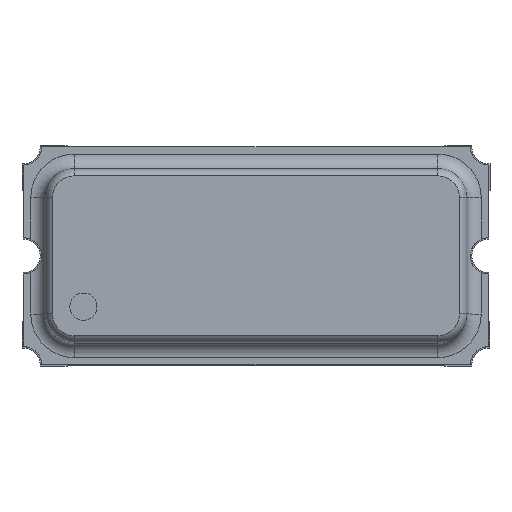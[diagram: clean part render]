
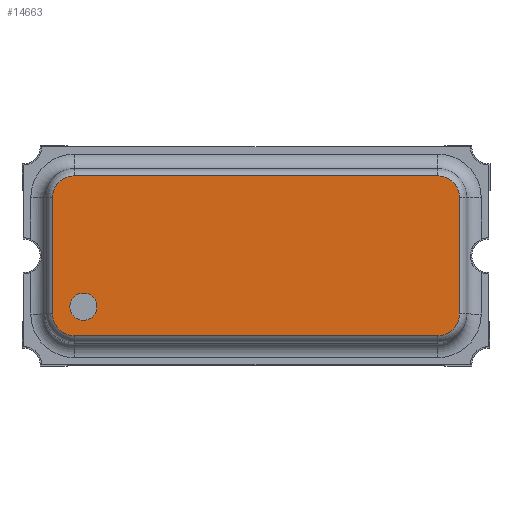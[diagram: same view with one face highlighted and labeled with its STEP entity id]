
A CAD part, top view. The second image highlights one B-rep face of the part: STEP entity #14663.
In plain terms, the highlighted planar face has unit normal (0, 0, 1).
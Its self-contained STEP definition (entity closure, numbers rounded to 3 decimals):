
#168 = CARTESIAN_POINT ( 'NONE',  ( -1.25, 0.55, 0.9 ) ) ;
#187 = DIRECTION ( 'NONE',  ( 1., 0., 0. ) ) ;
#359 = DIRECTION ( 'NONE',  ( 0., 1., 0. ) ) ;
#1301 = VECTOR ( 'NONE', #17249, 1000. ) ;
#1574 = CIRCLE ( 'NONE', #9018, 0.093 ) ;
#1697 = DIRECTION ( 'NONE',  ( 0., 0., 1. ) ) ;
#2124 = CARTESIAN_POINT ( 'NONE',  ( -1.4, -0.4, 0.9 ) ) ;
#2837 = EDGE_CURVE ( 'NONE', #4770, #10700, #13845, .T. ) ;
#3496 = ORIENTED_EDGE ( 'NONE', *, *, #9192, .T. ) ;
#3845 = CARTESIAN_POINT ( 'NONE',  ( -1.25, -0.55, 0.9 ) ) ;
#3955 = VECTOR ( 'NONE', #11849, 1000. ) ;
#4066 = DIRECTION ( 'NONE',  ( 0., 0., 1. ) ) ;
#4488 = AXIS2_PLACEMENT_3D ( 'NONE', #15896, #8246, #8336 ) ;
#4733 = CARTESIAN_POINT ( 'NONE',  ( -1.188, -0.35, 0.9 ) ) ;
#4770 = VERTEX_POINT ( 'NONE', #15502 ) ;
#4790 = EDGE_CURVE ( 'NONE', #19072, #4770, #11984, .T. ) ;
#4792 = EDGE_CURVE ( 'NONE', #7201, #5107, #6328, .T. ) ;
#5107 = VERTEX_POINT ( 'NONE', #168 ) ;
#5184 = EDGE_CURVE ( 'NONE', #10700, #7201, #5263, .T. ) ;
#5250 = AXIS2_PLACEMENT_3D ( 'NONE', #12584, #1697, #9157 ) ;
#5263 = CIRCLE ( 'NONE', #12308, 0.15 ) ;
#5716 = CARTESIAN_POINT ( 'NONE',  ( -1.4, 0.4, 0.9 ) ) ;
#6328 = LINE ( 'NONE', #9469, #11354 ) ;
#6616 = DIRECTION ( 'NONE',  ( 1., 0., 0. ) ) ;
#6652 = VERTEX_POINT ( 'NONE', #15485 ) ;
#6751 = ORIENTED_EDGE ( 'NONE', *, *, #13550, .T. ) ;
#6960 = LINE ( 'NONE', #3845, #1301 ) ;
#7161 = ORIENTED_EDGE ( 'NONE', *, *, #7420, .T. ) ;
#7201 = VERTEX_POINT ( 'NONE', #8103 ) ;
#7322 = PLANE ( 'NONE',  #8831 ) ;
#7420 = EDGE_CURVE ( 'NONE', #5107, #6652, #19410, .T. ) ;
#7986 = VECTOR ( 'NONE', #359, 1000. ) ;
#8103 = CARTESIAN_POINT ( 'NONE',  ( 1.25, 0.55, 0.9 ) ) ;
#8246 = DIRECTION ( 'NONE',  ( 0., 0., 1. ) ) ;
#8336 = DIRECTION ( 'NONE',  ( 1., 0., 0. ) ) ;
#8340 = ORIENTED_EDGE ( 'NONE', *, *, #15262, .F. ) ;
#8831 = AXIS2_PLACEMENT_3D ( 'NONE', #10633, #11751, #19388 ) ;
#8850 = EDGE_CURVE ( 'NONE', #9181, #18837, #16699, .T. ) ;
#8932 = ORIENTED_EDGE ( 'NONE', *, *, #4792, .T. ) ;
#9018 = AXIS2_PLACEMENT_3D ( 'NONE', #4733, #16982, #187 ) ;
#9047 = CARTESIAN_POINT ( 'NONE',  ( -1.094, -0.35, 0.9 ) ) ;
#9157 = DIRECTION ( 'NONE',  ( 1., 0., 0. ) ) ;
#9160 = CARTESIAN_POINT ( 'NONE',  ( -1.25, -0.55, 0.9 ) ) ;
#9181 = VERTEX_POINT ( 'NONE', #2124 ) ;
#9192 = EDGE_CURVE ( 'NONE', #18837, #19072, #6960, .T. ) ;
#9469 = CARTESIAN_POINT ( 'NONE',  ( 1.25, 0.55, 0.9 ) ) ;
#10225 = EDGE_CURVE ( 'NONE', #14368, #15015, #18277, .T. ) ;
#10443 = FACE_OUTER_BOUND ( 'NONE', #17147, .T. ) ;
#10633 = CARTESIAN_POINT ( 'NONE',  ( 1.25, -0.4, 0.9 ) ) ;
#10700 = VERTEX_POINT ( 'NONE', #16939 ) ;
#10751 = AXIS2_PLACEMENT_3D ( 'NONE', #17695, #19015, #12792 ) ;
#11354 = VECTOR ( 'NONE', #15310, 1000. ) ;
#11751 = DIRECTION ( 'NONE',  ( 0., 0., 1. ) ) ;
#11849 = DIRECTION ( 'NONE',  ( 0., -1., 0. ) ) ;
#11885 = AXIS2_PLACEMENT_3D ( 'NONE', #13248, #4066, #19355 ) ;
#11984 = CIRCLE ( 'NONE', #5250, 0.15 ) ;
#12308 = AXIS2_PLACEMENT_3D ( 'NONE', #14569, #13055, #6616 ) ;
#12372 = ORIENTED_EDGE ( 'NONE', *, *, #2837, .T. ) ;
#12584 = CARTESIAN_POINT ( 'NONE',  ( 1.25, -0.4, 0.9 ) ) ;
#12792 = DIRECTION ( 'NONE',  ( 1., 0., 0. ) ) ;
#13055 = DIRECTION ( 'NONE',  ( 0., 0., 1. ) ) ;
#13248 = CARTESIAN_POINT ( 'NONE',  ( -1.25, -0.4, 0.9 ) ) ;
#13312 = ORIENTED_EDGE ( 'NONE', *, *, #8850, .T. ) ;
#13550 = EDGE_CURVE ( 'NONE', #6652, #9181, #19488, .T. ) ;
#13658 = FACE_BOUND ( 'NONE', #17564, .T. ) ;
#13845 = LINE ( 'NONE', #18468, #7986 ) ;
#14069 = ORIENTED_EDGE ( 'NONE', *, *, #5184, .T. ) ;
#14183 = ORIENTED_EDGE ( 'NONE', *, *, #10225, .F. ) ;
#14368 = VERTEX_POINT ( 'NONE', #9047 ) ;
#14569 = CARTESIAN_POINT ( 'NONE',  ( 1.25, 0.4, 0.9 ) ) ;
#14663 = ADVANCED_FACE ( 'NONE', ( #13658, #10443 ), #7322, .T. ) ;
#15015 = VERTEX_POINT ( 'NONE', #15633 ) ;
#15262 = EDGE_CURVE ( 'NONE', #15015, #14368, #1574, .T. ) ;
#15285 = CARTESIAN_POINT ( 'NONE',  ( 1.25, -0.55, 0.9 ) ) ;
#15310 = DIRECTION ( 'NONE',  ( -1., 0., 0. ) ) ;
#15485 = CARTESIAN_POINT ( 'NONE',  ( -1.4, 0.4, 0.9 ) ) ;
#15502 = CARTESIAN_POINT ( 'NONE',  ( 1.4, -0.4, 0.9 ) ) ;
#15633 = CARTESIAN_POINT ( 'NONE',  ( -1.281, -0.35, 0.9 ) ) ;
#15896 = CARTESIAN_POINT ( 'NONE',  ( -1.188, -0.35, 0.9 ) ) ;
#16699 = CIRCLE ( 'NONE', #11885, 0.15 ) ;
#16939 = CARTESIAN_POINT ( 'NONE',  ( 1.4, 0.4, 0.9 ) ) ;
#16982 = DIRECTION ( 'NONE',  ( 0., 0., 1. ) ) ;
#17147 = EDGE_LOOP ( 'NONE', ( #18285, #12372, #14069, #8932, #7161, #6751, #13312, #3496 ) ) ;
#17249 = DIRECTION ( 'NONE',  ( 1., 0., 0. ) ) ;
#17564 = EDGE_LOOP ( 'NONE', ( #14183, #8340 ) ) ;
#17695 = CARTESIAN_POINT ( 'NONE',  ( -1.25, 0.4, 0.9 ) ) ;
#18277 = CIRCLE ( 'NONE', #4488, 0.093 ) ;
#18285 = ORIENTED_EDGE ( 'NONE', *, *, #4790, .T. ) ;
#18468 = CARTESIAN_POINT ( 'NONE',  ( 1.4, -0.4, 0.9 ) ) ;
#18837 = VERTEX_POINT ( 'NONE', #9160 ) ;
#19015 = DIRECTION ( 'NONE',  ( 0., 0., 1. ) ) ;
#19072 = VERTEX_POINT ( 'NONE', #15285 ) ;
#19355 = DIRECTION ( 'NONE',  ( 1., 0., 0. ) ) ;
#19388 = DIRECTION ( 'NONE',  ( 1., 0., 0. ) ) ;
#19410 = CIRCLE ( 'NONE', #10751, 0.15 ) ;
#19488 = LINE ( 'NONE', #5716, #3955 ) ;
